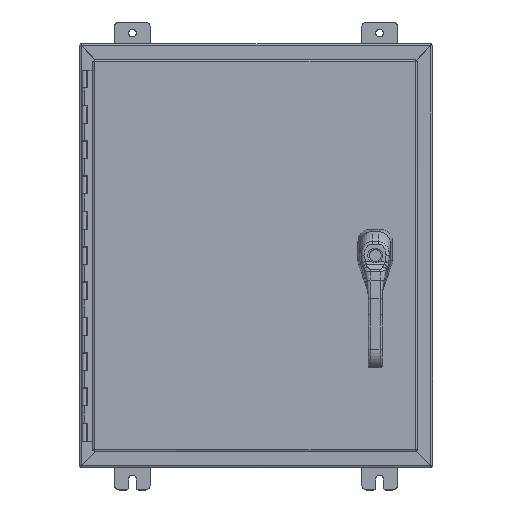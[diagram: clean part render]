
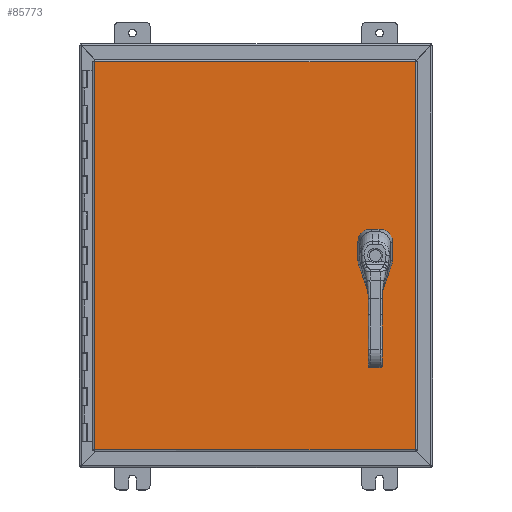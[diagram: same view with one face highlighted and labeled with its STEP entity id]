
A CAD part, top view. The second image highlights one B-rep face of the part: STEP entity #85773.
In plain terms, the highlighted face is planar.
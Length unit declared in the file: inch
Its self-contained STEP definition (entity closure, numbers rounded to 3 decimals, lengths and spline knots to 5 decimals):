
#83936=CARTESIAN_POINT('',(7.02512,0.4,0.0));
#83937=VERTEX_POINT('',#83936);
#83944=CARTESIAN_POINT('',(7.2125,0.21262,0.0));
#83945=VERTEX_POINT('',#83944);
#83946=CARTESIAN_POINT('',(6.8125,0.,0.0));
#83947=DIRECTION('',(0.0,0.0,1.0));
#83948=DIRECTION('',(-0.469,-0.883,0.0));
#83949=AXIS2_PLACEMENT_3D('',#83946,#83947,#83948);
#83950=CIRCLE('',#83949,0.453);
#83951=EDGE_CURVE('',#83945,#83937,#83950,.T.);
#83976=CARTESIAN_POINT('',(7.2125,-0.21262,0.0));
#83977=VERTEX_POINT('',#83976);
#83978=CARTESIAN_POINT('',(7.2125,-0.21262,0.0));
#83979=DIRECTION('',(0.0,1.0,0.0));
#83980=VECTOR('',#83979,0.42525);
#83981=LINE('',#83978,#83980);
#83982=EDGE_CURVE('',#83977,#83945,#83981,.T.);
#84008=CARTESIAN_POINT('',(7.02512,-0.4,0.0));
#84009=VERTEX_POINT('',#84008);
#84010=CARTESIAN_POINT('',(6.8125,0.,0.0));
#84011=DIRECTION('',(0.0,0.0,1.0));
#84012=DIRECTION('',(-0.883,0.469,0.0));
#84013=AXIS2_PLACEMENT_3D('',#84010,#84011,#84012);
#84014=CIRCLE('',#84013,0.453);
#84015=EDGE_CURVE('',#84009,#83977,#84014,.T.);
#84040=CARTESIAN_POINT('',(6.59988,-0.4,0.0));
#84041=VERTEX_POINT('',#84040);
#84042=CARTESIAN_POINT('',(6.59988,-0.4,0.0));
#84043=DIRECTION('',(1.0,0.0,0.0));
#84044=VECTOR('',#84043,0.42525);
#84045=LINE('',#84042,#84044);
#84046=EDGE_CURVE('',#84041,#84009,#84045,.T.);
#84072=CARTESIAN_POINT('',(6.4125,-0.21262,0.0));
#84073=VERTEX_POINT('',#84072);
#84074=CARTESIAN_POINT('',(6.8125,0.,0.0));
#84075=DIRECTION('',(0.0,0.0,1.0));
#84076=DIRECTION('',(0.469,0.883,0.0));
#84077=AXIS2_PLACEMENT_3D('',#84074,#84075,#84076);
#84078=CIRCLE('',#84077,0.453);
#84079=EDGE_CURVE('',#84073,#84041,#84078,.T.);
#84104=CARTESIAN_POINT('',(6.4125,0.21262,0.0));
#84105=VERTEX_POINT('',#84104);
#84106=CARTESIAN_POINT('',(6.4125,0.21262,0.0));
#84107=DIRECTION('',(0.0,-1.0,0.0));
#84108=VECTOR('',#84107,0.42525);
#84109=LINE('',#84106,#84108);
#84110=EDGE_CURVE('',#84105,#84073,#84109,.T.);
#84136=CARTESIAN_POINT('',(6.59988,0.4,0.0));
#84137=VERTEX_POINT('',#84136);
#84138=CARTESIAN_POINT('',(6.8125,0.,0.0));
#84139=DIRECTION('',(0.0,0.0,1.0));
#84140=DIRECTION('',(0.883,-0.469,0.0));
#84141=AXIS2_PLACEMENT_3D('',#84138,#84139,#84140);
#84142=CIRCLE('',#84141,0.453);
#84143=EDGE_CURVE('',#84137,#84105,#84142,.T.);
#84166=CARTESIAN_POINT('',(7.02512,0.4,0.0));
#84167=DIRECTION('',(-1.0,0.0,0.0));
#84168=VECTOR('',#84167,0.42525);
#84169=LINE('',#84166,#84168);
#84170=EDGE_CURVE('',#83937,#84137,#84169,.T.);
#84192=CARTESIAN_POINT('',(6.672,0.886,0.0));
#84193=VERTEX_POINT('',#84192);
#84194=CARTESIAN_POINT('',(6.8125,0.886,0.0));
#84195=DIRECTION('',(0.0,0.0,1.0));
#84196=DIRECTION('',(1.0,0.0,0.0));
#84197=AXIS2_PLACEMENT_3D('',#84194,#84195,#84196);
#84198=CIRCLE('',#84197,0.1405);
#84199=EDGE_CURVE('',#84193,#84193,#84198,.T.);
#84220=CARTESIAN_POINT('',(6.672,1.378,0.0));
#84221=VERTEX_POINT('',#84220);
#84222=CARTESIAN_POINT('',(6.8125,1.378,0.0));
#84223=DIRECTION('',(0.0,0.0,1.0));
#84224=DIRECTION('',(1.0,0.0,0.0));
#84225=AXIS2_PLACEMENT_3D('',#84222,#84223,#84224);
#84226=CIRCLE('',#84225,0.1405);
#84227=EDGE_CURVE('',#84221,#84221,#84226,.T.);
#84248=CARTESIAN_POINT('',(6.672,-0.885,0.0));
#84249=VERTEX_POINT('',#84248);
#84250=CARTESIAN_POINT('',(6.8125,-0.885,0.0));
#84251=DIRECTION('',(0.0,0.0,1.0));
#84252=DIRECTION('',(1.0,0.0,0.0));
#84253=AXIS2_PLACEMENT_3D('',#84250,#84251,#84252);
#84254=CIRCLE('',#84253,0.1405);
#84255=EDGE_CURVE('',#84249,#84249,#84254,.T.);
#84618=CARTESIAN_POINT('',(-9.08225,-10.9885,0.));
#84619=VERTEX_POINT('',#84618);
#84630=CARTESIAN_POINT('',(9.08225,-10.9885,0.));
#84631=VERTEX_POINT('',#84630);
#84632=CARTESIAN_POINT('',(9.08225,-10.9885,0.0));
#84633=DIRECTION('',(-1.0,0.0,0.0));
#84634=VECTOR('',#84633,18.1645);
#84635=LINE('',#84632,#84634);
#84636=EDGE_CURVE('',#84631,#84619,#84635,.T.);
#84759=CARTESIAN_POINT('',(-9.08225,10.9885,0.));
#84760=VERTEX_POINT('',#84759);
#84910=CARTESIAN_POINT('',(9.08225,10.9885,0.));
#84911=VERTEX_POINT('',#84910);
#84922=CARTESIAN_POINT('',(-9.08225,10.9885,0.0));
#84923=DIRECTION('',(1.0,0.0,0.0));
#84924=VECTOR('',#84923,18.1645);
#84925=LINE('',#84922,#84924);
#84926=EDGE_CURVE('',#84760,#84911,#84925,.T.);
#85307=CARTESIAN_POINT('',(-9.08225,-10.9885,0.0));
#85308=DIRECTION('',(0.0,1.0,0.0));
#85309=VECTOR('',#85308,21.977);
#85310=LINE('',#85307,#85309);
#85311=EDGE_CURVE('',#84619,#84760,#85310,.T.);
#85408=CARTESIAN_POINT('',(9.08225,10.9885,0.0));
#85409=DIRECTION('',(0.0,-1.0,0.0));
#85410=VECTOR('',#85409,21.977);
#85411=LINE('',#85408,#85410);
#85412=EDGE_CURVE('',#84911,#84631,#85411,.T.);
#85743=CARTESIAN_POINT('',(0.,0.,0.0));
#85744=DIRECTION('',(0.0,0.0,1.0));
#85745=DIRECTION('',(1.0,0.0,0.0));
#85746=AXIS2_PLACEMENT_3D('',#85743,#85744,#85745);
#85747=PLANE('',#85746);
#85748=ORIENTED_EDGE('',*,*,#85311,.T.);
#85749=ORIENTED_EDGE('',*,*,#84926,.T.);
#85750=ORIENTED_EDGE('',*,*,#85412,.T.);
#85751=ORIENTED_EDGE('',*,*,#84636,.T.);
#85752=EDGE_LOOP('',(#85748,#85749,#85750,#85751));
#85753=FACE_OUTER_BOUND('',#85752,.T.);
#85754=ORIENTED_EDGE('',*,*,#83951,.T.);
#85755=ORIENTED_EDGE('',*,*,#84170,.T.);
#85756=ORIENTED_EDGE('',*,*,#84143,.T.);
#85757=ORIENTED_EDGE('',*,*,#84110,.T.);
#85758=ORIENTED_EDGE('',*,*,#84079,.T.);
#85759=ORIENTED_EDGE('',*,*,#84046,.T.);
#85760=ORIENTED_EDGE('',*,*,#84015,.T.);
#85761=ORIENTED_EDGE('',*,*,#83982,.T.);
#85762=EDGE_LOOP('',(#85754,#85755,#85756,#85757,#85758,#85759,#85760,#85761));
#85763=FACE_BOUND('',#85762,.T.);
#85764=ORIENTED_EDGE('',*,*,#84199,.T.);
#85765=EDGE_LOOP('',(#85764));
#85766=FACE_BOUND('',#85765,.T.);
#85767=ORIENTED_EDGE('',*,*,#84227,.T.);
#85768=EDGE_LOOP('',(#85767));
#85769=FACE_BOUND('',#85768,.T.);
#85770=ORIENTED_EDGE('',*,*,#84255,.T.);
#85771=EDGE_LOOP('',(#85770));
#85772=FACE_BOUND('',#85771,.T.);
#85773=ADVANCED_FACE('',(#85753,#85763,#85766,#85769,#85772),#85747,.F.);
